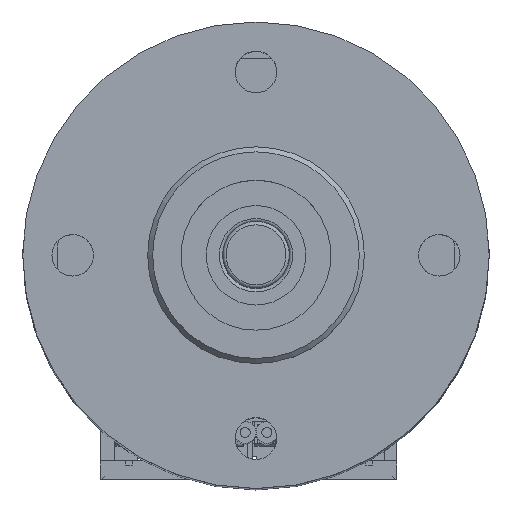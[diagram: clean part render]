
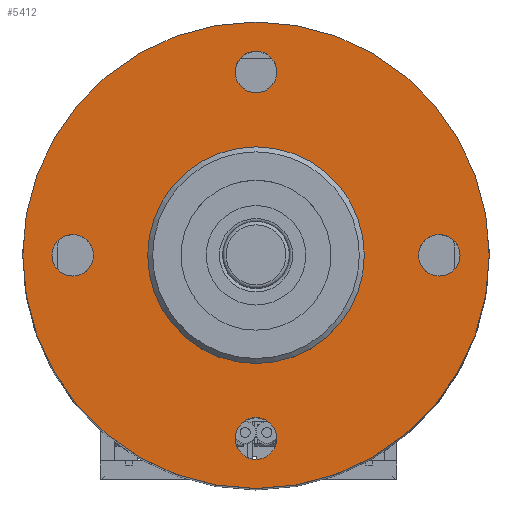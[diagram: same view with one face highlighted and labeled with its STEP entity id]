
A CAD part, top view. The second image highlights one B-rep face of the part: STEP entity #5412.
In plain terms, the highlighted planar face has unit normal (0, 0, 1).
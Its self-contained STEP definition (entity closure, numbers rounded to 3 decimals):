
#284 = AXIS2_PLACEMENT_3D ( 'NONE', #14892, #12244, #16070 ) ;
#330 = CARTESIAN_POINT ( 'NONE',  ( -11., 0., 9. ) ) ;
#669 = CARTESIAN_POINT ( 'NONE',  ( 12.25, 0., 9. ) ) ;
#868 = VERTEX_POINT ( 'NONE', #11320 ) ;
#1037 = CARTESIAN_POINT ( 'NONE',  ( 14., 0., 9. ) ) ;
#1356 = AXIS2_PLACEMENT_3D ( 'NONE', #6761, #4237, #9016 ) ;
#1416 = VERTEX_POINT ( 'NONE', #5174 ) ;
#1546 = AXIS2_PLACEMENT_3D ( 'NONE', #330, #4084, #8943 ) ;
#1607 = FACE_OUTER_BOUND ( 'NONE', #3015, .T. ) ;
#2698 = EDGE_CURVE ( 'NONE', #5954, #5954, #14246, .T. ) ;
#3015 = EDGE_LOOP ( 'NONE', ( #11091 ) ) ;
#3129 = CARTESIAN_POINT ( 'NONE',  ( 0., -11., 9. ) ) ;
#3471 = EDGE_CURVE ( 'NONE', #9977, #9977, #8954, .T. ) ;
#3708 = EDGE_LOOP ( 'NONE', ( #9836 ) ) ;
#3784 = EDGE_CURVE ( 'NONE', #868, #868, #6284, .T. ) ;
#3945 = DIRECTION ( 'NONE',  ( 0., 0., 1. ) ) ;
#4084 = DIRECTION ( 'NONE',  ( 0., 0., 1. ) ) ;
#4113 = FACE_BOUND ( 'NONE', #3708, .T. ) ;
#4237 = DIRECTION ( 'NONE',  ( 0., 0., 1. ) ) ;
#4341 = CARTESIAN_POINT ( 'NONE',  ( -9.75, 0., 9. ) ) ;
#4432 = ORIENTED_EDGE ( 'NONE', *, *, #8580, .F. ) ;
#4468 = DIRECTION ( 'NONE',  ( 1., 0., 0. ) ) ;
#4586 = VERTEX_POINT ( 'NONE', #669 ) ;
#4929 = DIRECTION ( 'NONE',  ( 1., 0., 0. ) ) ;
#5104 = CARTESIAN_POINT ( 'NONE',  ( 0., 0., 9. ) ) ;
#5174 = CARTESIAN_POINT ( 'NONE',  ( 6.5, 0., 9. ) ) ;
#5412 = ADVANCED_FACE ( 'NONE', ( #15548, #4113, #11644, #9221, #13046, #1607 ), #8127, .T. ) ;
#5515 = CARTESIAN_POINT ( 'NONE',  ( 0., 11., 9. ) ) ;
#5926 = ORIENTED_EDGE ( 'NONE', *, *, #15913, .F. ) ;
#5954 = VERTEX_POINT ( 'NONE', #1037 ) ;
#6284 = CIRCLE ( 'NONE', #13474, 1.25 ) ;
#6713 = DIRECTION ( 'NONE',  ( 1., 0., 0. ) ) ;
#6761 = CARTESIAN_POINT ( 'NONE',  ( 0., 0., 9. ) ) ;
#7058 = ORIENTED_EDGE ( 'NONE', *, *, #3784, .F. ) ;
#7060 = AXIS2_PLACEMENT_3D ( 'NONE', #5104, #12451, #4929 ) ;
#7084 = AXIS2_PLACEMENT_3D ( 'NONE', #3129, #13648, #4468 ) ;
#7416 = CIRCLE ( 'NONE', #1546, 1.25 ) ;
#8127 = PLANE ( 'NONE',  #12188 ) ;
#8554 = CIRCLE ( 'NONE', #1356, 6.5 ) ;
#8580 = EDGE_CURVE ( 'NONE', #12814, #12814, #7416, .T. ) ;
#8943 = DIRECTION ( 'NONE',  ( 1., 0., 0. ) ) ;
#8954 = CIRCLE ( 'NONE', #7084, 1.25 ) ;
#8989 = EDGE_LOOP ( 'NONE', ( #16246 ) ) ;
#9016 = DIRECTION ( 'NONE',  ( 1., 0., 0. ) ) ;
#9094 = CIRCLE ( 'NONE', #284, 1.25 ) ;
#9221 = FACE_BOUND ( 'NONE', #15233, .T. ) ;
#9836 = ORIENTED_EDGE ( 'NONE', *, *, #3471, .F. ) ;
#9977 = VERTEX_POINT ( 'NONE', #15058 ) ;
#10866 = DIRECTION ( 'NONE',  ( 0., 0., 1. ) ) ;
#11091 = ORIENTED_EDGE ( 'NONE', *, *, #2698, .T. ) ;
#11320 = CARTESIAN_POINT ( 'NONE',  ( 1.25, 11., 9. ) ) ;
#11342 = EDGE_CURVE ( 'NONE', #4586, #4586, #9094, .T. ) ;
#11478 = EDGE_LOOP ( 'NONE', ( #4432 ) ) ;
#11644 = FACE_BOUND ( 'NONE', #11478, .T. ) ;
#12188 = AXIS2_PLACEMENT_3D ( 'NONE', #15382, #3945, #6713 ) ;
#12244 = DIRECTION ( 'NONE',  ( 0., 0., 1. ) ) ;
#12451 = DIRECTION ( 'NONE',  ( 0., 0., 1. ) ) ;
#12803 = EDGE_LOOP ( 'NONE', ( #5926 ) ) ;
#12814 = VERTEX_POINT ( 'NONE', #4341 ) ;
#13046 = FACE_BOUND ( 'NONE', #12803, .T. ) ;
#13474 = AXIS2_PLACEMENT_3D ( 'NONE', #5515, #10866, #15948 ) ;
#13648 = DIRECTION ( 'NONE',  ( 0., 0., 1. ) ) ;
#14246 = CIRCLE ( 'NONE', #7060, 14. ) ;
#14892 = CARTESIAN_POINT ( 'NONE',  ( 11., 0., 9. ) ) ;
#15058 = CARTESIAN_POINT ( 'NONE',  ( 1.25, -11., 9. ) ) ;
#15233 = EDGE_LOOP ( 'NONE', ( #7058 ) ) ;
#15382 = CARTESIAN_POINT ( 'NONE',  ( 0., 0., 9. ) ) ;
#15548 = FACE_BOUND ( 'NONE', #8989, .T. ) ;
#15913 = EDGE_CURVE ( 'NONE', #1416, #1416, #8554, .T. ) ;
#15948 = DIRECTION ( 'NONE',  ( 1., 0., 0. ) ) ;
#16070 = DIRECTION ( 'NONE',  ( 1., 0., 0. ) ) ;
#16246 = ORIENTED_EDGE ( 'NONE', *, *, #11342, .F. ) ;
